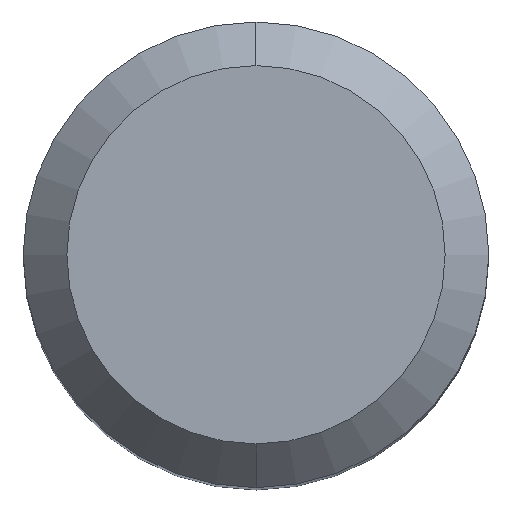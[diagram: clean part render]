
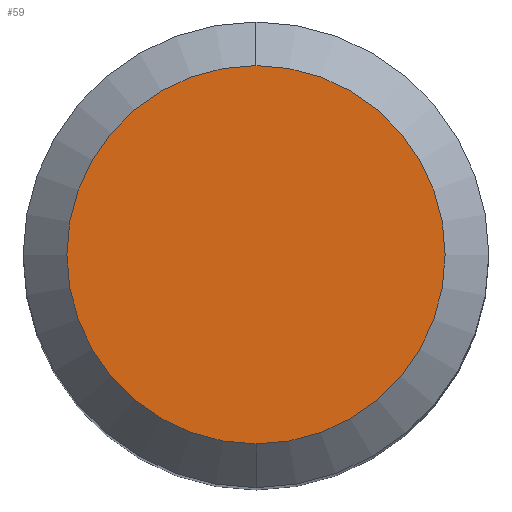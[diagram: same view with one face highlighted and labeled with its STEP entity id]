
A CAD part, top view. The second image highlights one B-rep face of the part: STEP entity #59.
In plain terms, the highlighted planar face has unit normal (0, 0, 1).
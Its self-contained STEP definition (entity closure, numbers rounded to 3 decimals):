
#59=ADVANCED_FACE('',(#128),#129,.T.);
#128=FACE_OUTER_BOUND('',#208,.T.);
#129=PLANE('',#209);
#208=EDGE_LOOP('',(#292,#293));
#209=AXIS2_PLACEMENT_3D('',#294,#295,#296);
#292=ORIENTED_EDGE('',*,*,#415,.F.);
#293=ORIENTED_EDGE('',*,*,#418,.F.);
#294=CARTESIAN_POINT('',(0.,3.25,48.0));
#295=DIRECTION('',(0.,0.0,1.0));
#296=DIRECTION('',(0.0,-1.0,0.0));
#415=EDGE_CURVE('',#484,#486,#487,.T.);
#418=EDGE_CURVE('',#486,#484,#490,.T.);
#484=VERTEX_POINT('',#555);
#486=VERTEX_POINT('',#558);
#487=CIRCLE('',#559,6.5);
#490=CIRCLE('',#563,6.5);
#555=CARTESIAN_POINT('',(0.,6.5,48.0));
#558=CARTESIAN_POINT('',(0.,-6.5,48.0));
#559=AXIS2_PLACEMENT_3D('',#618,#619,#620);
#563=AXIS2_PLACEMENT_3D('',#622,#623,#624);
#618=CARTESIAN_POINT('',(0.,0.,48.0));
#619=DIRECTION('',(0.,0.0,-1.0));
#620=DIRECTION('',(0.0,1.0,0.0));
#622=CARTESIAN_POINT('',(0.,0.,48.0));
#623=DIRECTION('',(0.,0.0,-1.0));
#624=DIRECTION('',(0.0,1.0,0.0));
